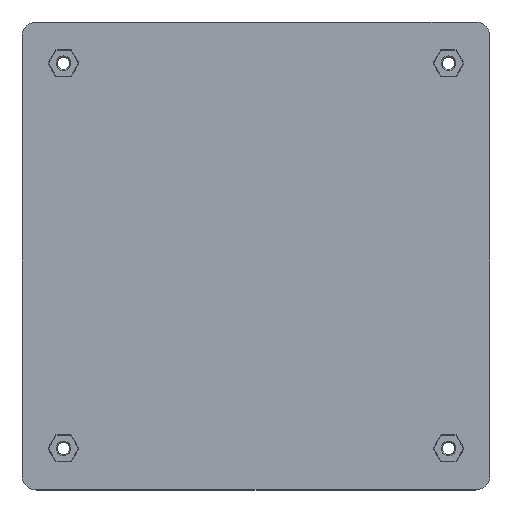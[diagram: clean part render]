
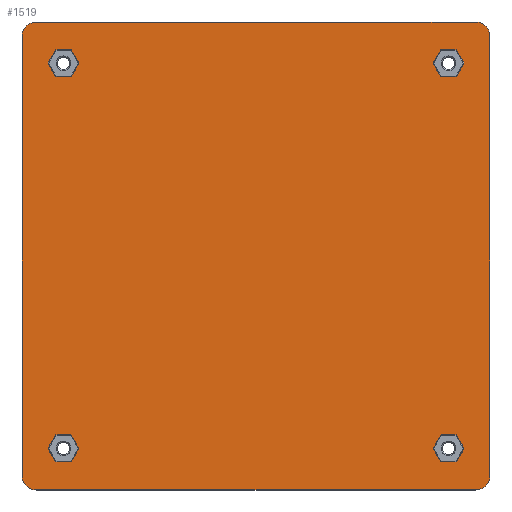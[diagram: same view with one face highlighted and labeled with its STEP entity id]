
A CAD part, top view. The second image highlights one B-rep face of the part: STEP entity #1519.
In plain terms, the highlighted planar face has unit normal (0, 0, 1).
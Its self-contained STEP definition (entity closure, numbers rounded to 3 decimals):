
#1294 = VERTEX_POINT('',#1295);
#1295 = CARTESIAN_POINT('',(196.379,-47.879,1.6));
#1301 = EDGE_CURVE('',#1294,#1302,#1304,.T.);
#1302 = VERTEX_POINT('',#1303);
#1303 = CARTESIAN_POINT('',(199.376,-50.71,1.6));
#1304 = CIRCLE('',#1305,2.998);
#1305 = AXIS2_PLACEMENT_3D('',#1306,#1307,#1308);
#1306 = CARTESIAN_POINT('',(196.383,-50.877,1.6));
#1307 = DIRECTION('',(0.,0.,-1.));
#1308 = DIRECTION('',(-0.001,1.,0.));
#1336 = VERTEX_POINT('',#1337);
#1337 = CARTESIAN_POINT('',(179.,-48.,1.6));
#1343 = EDGE_CURVE('',#1336,#1294,#1344,.T.);
#1344 = LINE('',#1345,#1346);
#1345 = CARTESIAN_POINT('',(179.,-48.,1.6));
#1346 = VECTOR('',#1347,1.);
#1347 = DIRECTION('',(1.,0.007,0.));
#1365 = EDGE_CURVE('',#1302,#1366,#1368,.T.);
#1366 = VERTEX_POINT('',#1367);
#1367 = CARTESIAN_POINT('',(199.379,-50.879,1.6));
#1368 = LINE('',#1369,#1370);
#1369 = CARTESIAN_POINT('',(199.376,-50.71,1.6));
#1370 = VECTOR('',#1371,1.);
#1371 = DIRECTION('',(0.013,-1.,0.));
#1519 = ADVANCED_FACE('',(#1520,#1598,#1609,#1620,#1631),#1642,.T.);
#1520 = FACE_BOUND('',#1521,.T.);
#1521 = EDGE_LOOP('',(#1522,#1523,#1524,#1532,#1540,#1549,#1557,#1566,
    #1574,#1582,#1591,#1597));
#1522 = ORIENTED_EDGE('',*,*,#1301,.F.);
#1523 = ORIENTED_EDGE('',*,*,#1343,.F.);
#1524 = ORIENTED_EDGE('',*,*,#1525,.F.);
#1525 = EDGE_CURVE('',#1526,#1336,#1528,.T.);
#1526 = VERTEX_POINT('',#1527);
#1527 = CARTESIAN_POINT('',(106.379,-47.879,1.6));
#1528 = LINE('',#1529,#1530);
#1529 = CARTESIAN_POINT('',(106.379,-47.879,1.6));
#1530 = VECTOR('',#1531,1.);
#1531 = DIRECTION('',(1.,-0.002,0.));
#1532 = ORIENTED_EDGE('',*,*,#1533,.F.);
#1533 = EDGE_CURVE('',#1534,#1526,#1536,.T.);
#1534 = VERTEX_POINT('',#1535);
#1535 = CARTESIAN_POINT('',(106.21,-47.881,1.6));
#1536 = LINE('',#1537,#1538);
#1537 = CARTESIAN_POINT('',(106.21,-47.881,1.6));
#1538 = VECTOR('',#1539,1.);
#1539 = DIRECTION('',(1.,0.014,0.));
#1540 = ORIENTED_EDGE('',*,*,#1541,.F.);
#1541 = EDGE_CURVE('',#1542,#1534,#1544,.T.);
#1542 = VERTEX_POINT('',#1543);
#1543 = CARTESIAN_POINT('',(103.379,-50.879,1.6));
#1544 = CIRCLE('',#1545,2.998);
#1545 = AXIS2_PLACEMENT_3D('',#1546,#1547,#1548);
#1546 = CARTESIAN_POINT('',(106.377,-50.874,1.6));
#1547 = DIRECTION('',(0.,0.,-1.));
#1548 = DIRECTION('',(-1.,-0.001,-0.));
#1549 = ORIENTED_EDGE('',*,*,#1550,.F.);
#1550 = EDGE_CURVE('',#1551,#1542,#1553,.T.);
#1551 = VERTEX_POINT('',#1552);
#1552 = CARTESIAN_POINT('',(103.379,-140.879,1.6));
#1553 = LINE('',#1554,#1555);
#1554 = CARTESIAN_POINT('',(103.379,-140.879,1.6));
#1555 = VECTOR('',#1556,1.);
#1556 = DIRECTION('',(0.,1.,0.));
#1557 = ORIENTED_EDGE('',*,*,#1558,.F.);
#1558 = EDGE_CURVE('',#1559,#1551,#1561,.T.);
#1559 = VERTEX_POINT('',#1560);
#1560 = CARTESIAN_POINT('',(106.379,-143.879,1.6));
#1561 = CIRCLE('',#1562,3.);
#1562 = AXIS2_PLACEMENT_3D('',#1563,#1564,#1565);
#1563 = CARTESIAN_POINT('',(106.379,-140.879,1.6));
#1564 = DIRECTION('',(0.,0.,-1.));
#1565 = DIRECTION('',(0.,-1.,-0.));
#1566 = ORIENTED_EDGE('',*,*,#1567,.F.);
#1567 = EDGE_CURVE('',#1568,#1559,#1570,.T.);
#1568 = VERTEX_POINT('',#1569);
#1569 = CARTESIAN_POINT('',(196.379,-143.879,1.6));
#1570 = LINE('',#1571,#1572);
#1571 = CARTESIAN_POINT('',(196.379,-143.879,1.6));
#1572 = VECTOR('',#1573,1.);
#1573 = DIRECTION('',(-1.,0.,0.));
#1574 = ORIENTED_EDGE('',*,*,#1575,.F.);
#1575 = EDGE_CURVE('',#1576,#1568,#1578,.T.);
#1576 = VERTEX_POINT('',#1577);
#1577 = CARTESIAN_POINT('',(196.547,-143.876,1.6));
#1578 = LINE('',#1579,#1580);
#1579 = CARTESIAN_POINT('',(196.547,-143.876,1.6));
#1580 = VECTOR('',#1581,1.);
#1581 = DIRECTION('',(-1.,-0.013,0.));
#1582 = ORIENTED_EDGE('',*,*,#1583,.F.);
#1583 = EDGE_CURVE('',#1584,#1576,#1586,.T.);
#1584 = VERTEX_POINT('',#1585);
#1585 = CARTESIAN_POINT('',(199.379,-140.879,1.6));
#1586 = CIRCLE('',#1587,2.998);
#1587 = AXIS2_PLACEMENT_3D('',#1588,#1589,#1590);
#1588 = CARTESIAN_POINT('',(196.381,-140.883,1.6));
#1589 = DIRECTION('',(0.,0.,-1.));
#1590 = DIRECTION('',(1.,0.001,0.));
#1591 = ORIENTED_EDGE('',*,*,#1592,.F.);
#1592 = EDGE_CURVE('',#1366,#1584,#1593,.T.);
#1593 = LINE('',#1594,#1595);
#1594 = CARTESIAN_POINT('',(199.379,-50.879,1.6));
#1595 = VECTOR('',#1596,1.);
#1596 = DIRECTION('',(0.,-1.,0.));
#1597 = ORIENTED_EDGE('',*,*,#1365,.F.);
#1598 = FACE_BOUND('',#1599,.T.);
#1599 = EDGE_LOOP('',(#1600));
#1600 = ORIENTED_EDGE('',*,*,#1601,.T.);
#1601 = EDGE_CURVE('',#1602,#1602,#1604,.T.);
#1602 = VERTEX_POINT('',#1603);
#1603 = CARTESIAN_POINT('',(111.879,-136.979,1.6));
#1604 = CIRCLE('',#1605,1.6);
#1605 = AXIS2_PLACEMENT_3D('',#1606,#1607,#1608);
#1606 = CARTESIAN_POINT('',(111.879,-135.379,1.6));
#1607 = DIRECTION('',(-0.,0.,-1.));
#1608 = DIRECTION('',(-0.,-1.,0.));
#1609 = FACE_BOUND('',#1610,.T.);
#1610 = EDGE_LOOP('',(#1611));
#1611 = ORIENTED_EDGE('',*,*,#1612,.T.);
#1612 = EDGE_CURVE('',#1613,#1613,#1615,.T.);
#1613 = VERTEX_POINT('',#1614);
#1614 = CARTESIAN_POINT('',(190.879,-136.979,1.6));
#1615 = CIRCLE('',#1616,1.6);
#1616 = AXIS2_PLACEMENT_3D('',#1617,#1618,#1619);
#1617 = CARTESIAN_POINT('',(190.879,-135.379,1.6));
#1618 = DIRECTION('',(-0.,0.,-1.));
#1619 = DIRECTION('',(-0.,-1.,0.));
#1620 = FACE_BOUND('',#1621,.T.);
#1621 = EDGE_LOOP('',(#1622));
#1622 = ORIENTED_EDGE('',*,*,#1623,.T.);
#1623 = EDGE_CURVE('',#1624,#1624,#1626,.T.);
#1624 = VERTEX_POINT('',#1625);
#1625 = CARTESIAN_POINT('',(111.879,-57.979,1.6));
#1626 = CIRCLE('',#1627,1.6);
#1627 = AXIS2_PLACEMENT_3D('',#1628,#1629,#1630);
#1628 = CARTESIAN_POINT('',(111.879,-56.379,1.6));
#1629 = DIRECTION('',(-0.,0.,-1.));
#1630 = DIRECTION('',(-0.,-1.,0.));
#1631 = FACE_BOUND('',#1632,.T.);
#1632 = EDGE_LOOP('',(#1633));
#1633 = ORIENTED_EDGE('',*,*,#1634,.T.);
#1634 = EDGE_CURVE('',#1635,#1635,#1637,.T.);
#1635 = VERTEX_POINT('',#1636);
#1636 = CARTESIAN_POINT('',(190.879,-57.979,1.6));
#1637 = CIRCLE('',#1638,1.6);
#1638 = AXIS2_PLACEMENT_3D('',#1639,#1640,#1641);
#1639 = CARTESIAN_POINT('',(190.879,-56.379,1.6));
#1640 = DIRECTION('',(-0.,0.,-1.));
#1641 = DIRECTION('',(-0.,-1.,0.));
#1642 = PLANE('',#1643);
#1643 = AXIS2_PLACEMENT_3D('',#1644,#1645,#1646);
#1644 = CARTESIAN_POINT('',(0.,0.,1.6));
#1645 = DIRECTION('',(0.,0.,1.));
#1646 = DIRECTION('',(1.,0.,-0.));
